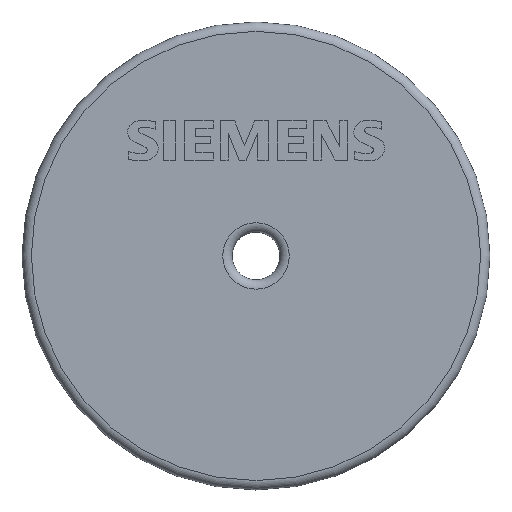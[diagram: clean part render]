
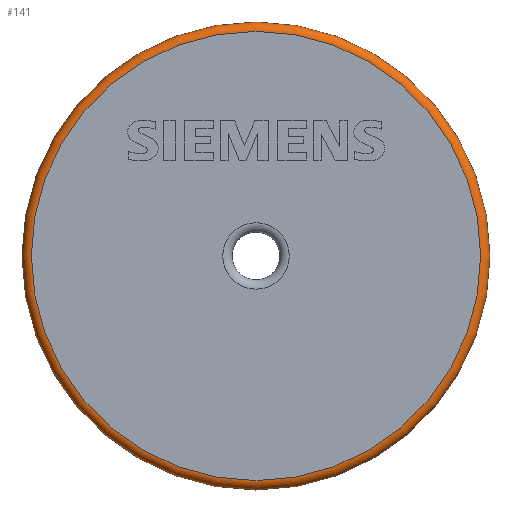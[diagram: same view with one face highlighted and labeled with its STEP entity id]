
A CAD part, top view. The second image highlights one B-rep face of the part: STEP entity #141.
In plain terms, the highlighted toroidal (fillet/blend) face has major radius 24 mm and minor radius 1 mm.
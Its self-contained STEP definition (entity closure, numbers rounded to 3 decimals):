
#87=TOROIDAL_SURFACE('',#597,24.,1.);
#111=FACE_BOUND('',#186,.T.);
#112=FACE_BOUND('',#187,.T.);
#114=CIRCLE('',#583,25.);
#118=CIRCLE('',#589,24.);
#141=ADVANCED_FACE('',(#111,#112),#87,.T.);
#186=EDGE_LOOP('',(#324));
#187=EDGE_LOOP('',(#325));
#324=ORIENTED_EDGE('',*,*,#457,.F.);
#325=ORIENTED_EDGE('',*,*,#461,.F.);
#388=VERTEX_POINT('',#912);
#392=VERTEX_POINT('',#922);
#457=EDGE_CURVE('',#388,#388,#114,.T.);
#461=EDGE_CURVE('',#392,#392,#118,.T.);
#583=AXIS2_PLACEMENT_3D('',#911,#671,#672);
#589=AXIS2_PLACEMENT_3D('',#921,#683,#684);
#597=AXIS2_PLACEMENT_3D('',#932,#699,#700);
#671=DIRECTION('',(0.,0.,-1.));
#672=DIRECTION('',(1.,0.,0.));
#683=DIRECTION('',(0.,0.,1.));
#684=DIRECTION('',(1.,0.,0.));
#699=DIRECTION('',(0.,0.,1.));
#700=DIRECTION('',(1.,0.,0.));
#911=CARTESIAN_POINT('',(0.,0.,2.2));
#912=CARTESIAN_POINT('',(25.,0.,2.2));
#921=CARTESIAN_POINT('',(0.,0.,3.2));
#922=CARTESIAN_POINT('',(24.,0.,3.2));
#932=CARTESIAN_POINT('',(0.,0.,2.2));
